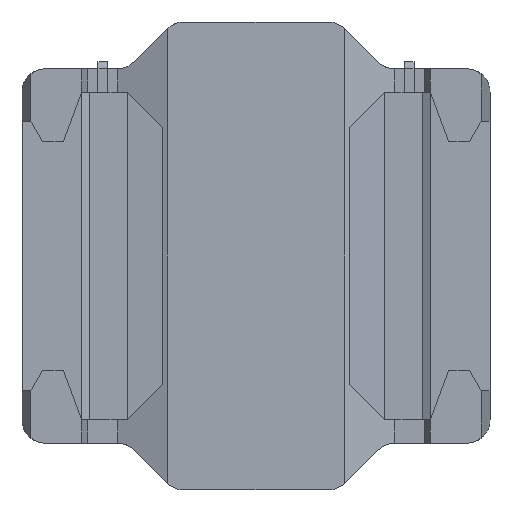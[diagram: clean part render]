
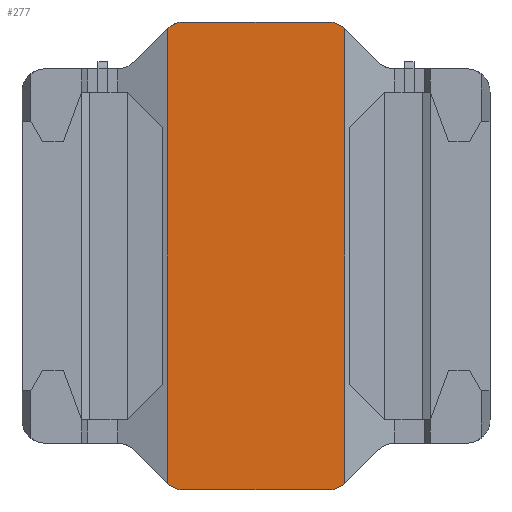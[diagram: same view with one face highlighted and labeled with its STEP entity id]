
A CAD part, front view. The second image highlights one B-rep face of the part: STEP entity #277.
In plain terms, the highlighted planar face has unit normal (0, -1, 0).
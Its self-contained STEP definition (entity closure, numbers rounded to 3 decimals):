
#276 = CARTESIAN_POINT ( 'NONE',  ( 0.617, 0., -1.8 ) ) ;
#277 = ADVANCED_FACE ( 'NONE', ( #4174 ), #2304, .F. ) ;
#341 = DIRECTION ( 'NONE',  ( 0., 0., 1. ) ) ;
#460 = CARTESIAN_POINT ( 'NONE',  ( 0.759, 0., -2.186 ) ) ;
#512 = AXIS2_PLACEMENT_3D ( 'NONE', #2861, #873, #5526 ) ;
#595 = CARTESIAN_POINT ( 'NONE',  ( 0.759, 0., -1.941 ) ) ;
#603 = CARTESIAN_POINT ( 'NONE',  ( -0.759, 0., -2.186 ) ) ;
#619 = CARTESIAN_POINT ( 'NONE',  ( -0.617, 0., 2. ) ) ;
#754 = VERTEX_POINT ( 'NONE', #945 ) ;
#866 = DIRECTION ( 'NONE',  ( 0., 0., 1. ) ) ;
#873 = DIRECTION ( 'NONE',  ( 0., 1., 0. ) ) ;
#945 = CARTESIAN_POINT ( 'NONE',  ( 0.617, 0., 2. ) ) ;
#978 = ORIENTED_EDGE ( 'NONE', *, *, #2692, .F. ) ;
#1085 = AXIS2_PLACEMENT_3D ( 'NONE', #4299, #3379, #2394 ) ;
#1196 = LINE ( 'NONE', #603, #4992 ) ;
#1398 = CIRCLE ( 'NONE', #1085, 0.2 ) ;
#1569 = AXIS2_PLACEMENT_3D ( 'NONE', #3951, #2431, #3467 ) ;
#1617 = ORIENTED_EDGE ( 'NONE', *, *, #2860, .F. ) ;
#1653 = CIRCLE ( 'NONE', #2935, 0.2 ) ;
#1664 = CARTESIAN_POINT ( 'NONE',  ( 0.759, 0., 1.941 ) ) ;
#1943 = ORIENTED_EDGE ( 'NONE', *, *, #3477, .T. ) ;
#1987 = VERTEX_POINT ( 'NONE', #5401 ) ;
#1990 = EDGE_CURVE ( 'NONE', #754, #5686, #6397, .T. ) ;
#2034 = CARTESIAN_POINT ( 'NONE',  ( 0.617, 0., -2. ) ) ;
#2193 = CIRCLE ( 'NONE', #1569, 0.2 ) ;
#2304 = PLANE ( 'NONE',  #2917 ) ;
#2394 = DIRECTION ( 'NONE',  ( 0., 0., -1. ) ) ;
#2431 = DIRECTION ( 'NONE',  ( 0., 1., 0. ) ) ;
#2495 = EDGE_CURVE ( 'NONE', #4411, #1987, #4217, .T. ) ;
#2574 = LINE ( 'NONE', #460, #5144 ) ;
#2663 = VECTOR ( 'NONE', #2679, 1000. ) ;
#2679 = DIRECTION ( 'NONE',  ( 1., 0., 0. ) ) ;
#2692 = EDGE_CURVE ( 'NONE', #3345, #5460, #2193, .T. ) ;
#2780 = ORIENTED_EDGE ( 'NONE', *, *, #1990, .F. ) ;
#2860 = EDGE_CURVE ( 'NONE', #3100, #3345, #1196, .T. ) ;
#2861 = CARTESIAN_POINT ( 'NONE',  ( 0.617, 0., 1.8 ) ) ;
#2897 = VECTOR ( 'NONE', #3169, 1000. ) ;
#2917 = AXIS2_PLACEMENT_3D ( 'NONE', #5826, #6301, #866 ) ;
#2935 = AXIS2_PLACEMENT_3D ( 'NONE', #276, #4272, #341 ) ;
#3047 = DIRECTION ( 'NONE',  ( 0., 0., 1. ) ) ;
#3100 = VERTEX_POINT ( 'NONE', #3506 ) ;
#3110 = EDGE_LOOP ( 'NONE', ( #6009, #1943, #2780, #6278, #978, #1617, #5242, #4104 ) ) ;
#3169 = DIRECTION ( 'NONE',  ( -1., 0., 0. ) ) ;
#3345 = VERTEX_POINT ( 'NONE', #4769 ) ;
#3379 = DIRECTION ( 'NONE',  ( 0., 1., 0. ) ) ;
#3467 = DIRECTION ( 'NONE',  ( 0., 0., 1. ) ) ;
#3477 = EDGE_CURVE ( 'NONE', #5690, #5686, #2574, .T. ) ;
#3506 = CARTESIAN_POINT ( 'NONE',  ( -0.759, 0., -1.941 ) ) ;
#3897 = DIRECTION ( 'NONE',  ( 0., 0., 1. ) ) ;
#3951 = CARTESIAN_POINT ( 'NONE',  ( -0.617, 0., 1.8 ) ) ;
#4104 = ORIENTED_EDGE ( 'NONE', *, *, #2495, .F. ) ;
#4174 = FACE_OUTER_BOUND ( 'NONE', #3110, .T. ) ;
#4217 = LINE ( 'NONE', #6149, #2897 ) ;
#4272 = DIRECTION ( 'NONE',  ( 0., 1., 0. ) ) ;
#4299 = CARTESIAN_POINT ( 'NONE',  ( -0.617, 0., -1.8 ) ) ;
#4411 = VERTEX_POINT ( 'NONE', #2034 ) ;
#4769 = CARTESIAN_POINT ( 'NONE',  ( -0.759, 0., 1.941 ) ) ;
#4939 = CARTESIAN_POINT ( 'NONE',  ( -0.617, 0., 2. ) ) ;
#4953 = EDGE_CURVE ( 'NONE', #5460, #754, #6080, .T. ) ;
#4992 = VECTOR ( 'NONE', #3047, 1000. ) ;
#5144 = VECTOR ( 'NONE', #3897, 1000. ) ;
#5242 = ORIENTED_EDGE ( 'NONE', *, *, #6280, .F. ) ;
#5380 = EDGE_CURVE ( 'NONE', #5690, #4411, #1653, .T. ) ;
#5401 = CARTESIAN_POINT ( 'NONE',  ( -0.617, 0., -2. ) ) ;
#5460 = VERTEX_POINT ( 'NONE', #4939 ) ;
#5526 = DIRECTION ( 'NONE',  ( 0., 0., -1. ) ) ;
#5686 = VERTEX_POINT ( 'NONE', #1664 ) ;
#5690 = VERTEX_POINT ( 'NONE', #595 ) ;
#5826 = CARTESIAN_POINT ( 'NONE',  ( 0.617, 0., -1.8 ) ) ;
#6009 = ORIENTED_EDGE ( 'NONE', *, *, #5380, .F. ) ;
#6080 = LINE ( 'NONE', #619, #2663 ) ;
#6149 = CARTESIAN_POINT ( 'NONE',  ( -0.617, 0., -2. ) ) ;
#6278 = ORIENTED_EDGE ( 'NONE', *, *, #4953, .F. ) ;
#6280 = EDGE_CURVE ( 'NONE', #1987, #3100, #1398, .T. ) ;
#6301 = DIRECTION ( 'NONE',  ( 0., 1., 0. ) ) ;
#6397 = CIRCLE ( 'NONE', #512, 0.2 ) ;
